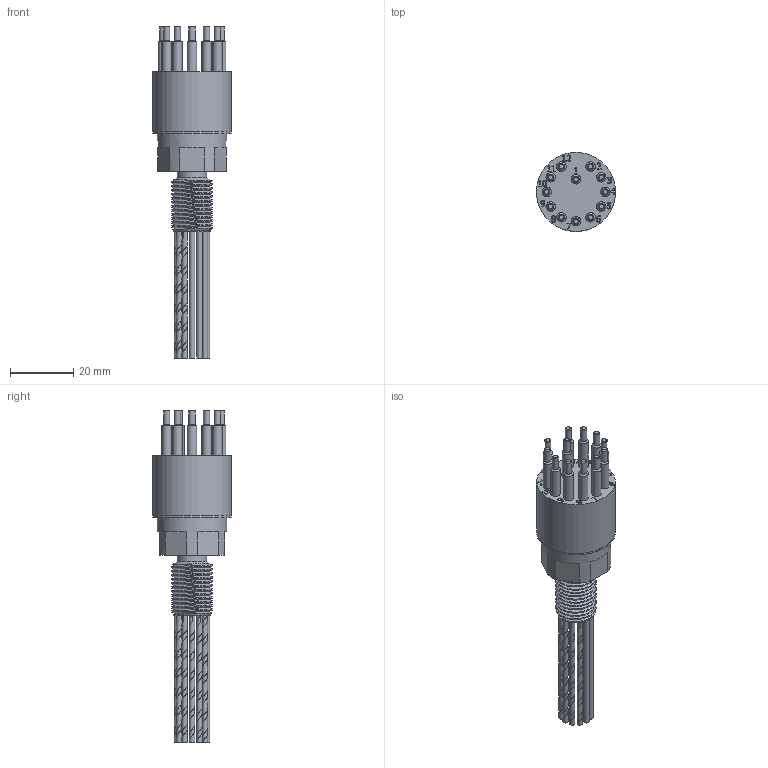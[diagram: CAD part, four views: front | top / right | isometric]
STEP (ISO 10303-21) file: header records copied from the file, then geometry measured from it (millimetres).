
FILE_DESCRIPTION(/* description */ (''),/* implementation_level */ '2;1');
FILE_NAME(/* name */ 'MCBH12M.stp',/* time_stamp */ '2014-11-25T15:00:56+01:00',/* author */ ('sh'),/* organization */ (''),/* preprocessor_version */ 'ST-DEVELOPER v15.2',/* originating_system */ 'Autodesk Inventor 2014',/* authorisation */ '');
FILE_SCHEMA (('AUTOMOTIVE_DESIGN { 1 0 10303 214 3 1 1 }'));
Length unit declared in the file: millimetre
Products named in the file (1): MCBH12M
Bounding box: 25 x 25 x 105 mm (x, y, z)
Volume: 17948.2 mm3; surface area: 8666.9 mm2
Topology: 1 solids, 1 shells, 391 faces, 968 edges, 629 vertices
Faces by surface type: plane 174, bspline 142, cylinder 49, cone 26
Full cylindrical faces by diameter (mm): 1.7 x6, 2 x12, 3 x12, 9.236 x1, 14 x1, 18.8 x1, 22 x1, 24.98 x1, 25 x1
Entity records: 18158 total; most frequent: CARTESIAN_POINT 9840, ORIENTED_EDGE 1810, DIRECTION 1220, EDGE_CURVE 905, VERTEX_POINT 627, EDGE_LOOP 502, LINE 488, VECTOR 488
